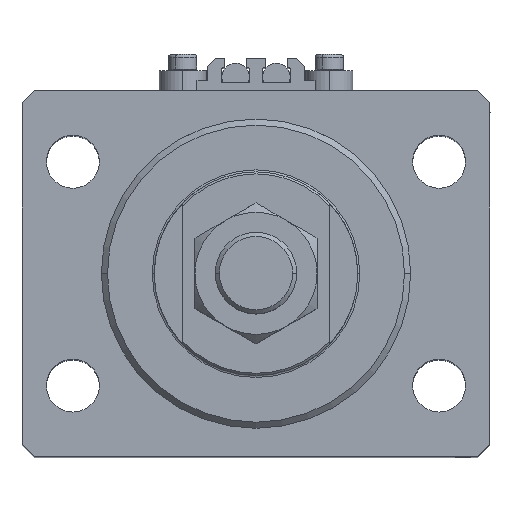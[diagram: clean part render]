
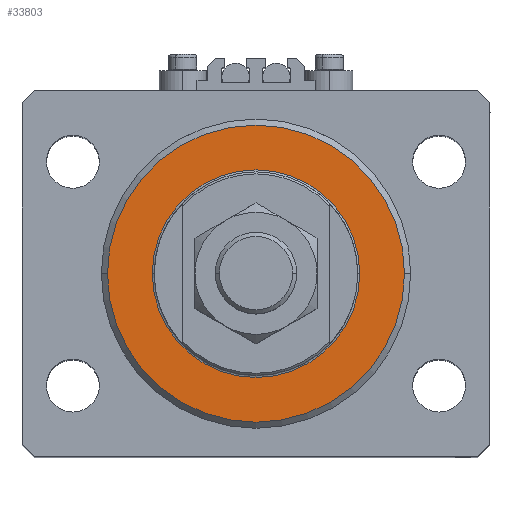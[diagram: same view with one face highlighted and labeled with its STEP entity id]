
A CAD part, top view. The second image highlights one B-rep face of the part: STEP entity #33803.
In plain terms, the highlighted face is planar.
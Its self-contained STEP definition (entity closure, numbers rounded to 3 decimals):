
#643 = EDGE_CURVE ( 'NONE', #43948, #6233, #19108, .T. ) ;
#1169 = CIRCLE ( 'NONE', #1986, 25.5 ) ;
#1822 = ORIENTED_EDGE ( 'NONE', *, *, #643, .T. ) ;
#1986 = AXIS2_PLACEMENT_3D ( 'NONE', #41522, #6778, #45302 ) ;
#3742 = DIRECTION ( 'NONE',  ( 1., 0., 0. ) ) ;
#3958 = EDGE_LOOP ( 'NONE', ( #25119, #1822 ) ) ;
#4292 = DIRECTION ( 'NONE',  ( 0., 0., -1. ) ) ;
#6189 = AXIS2_PLACEMENT_3D ( 'NONE', #39840, #25219, #28985 ) ;
#6233 = VERTEX_POINT ( 'NONE', #10717 ) ;
#6778 = DIRECTION ( 'NONE',  ( 0., 0., 1. ) ) ;
#7967 = CARTESIAN_POINT ( 'NONE',  ( 0., 0., 0. ) ) ;
#8465 = DIRECTION ( 'NONE',  ( 0., 0., -1. ) ) ;
#10119 = CIRCLE ( 'NONE', #39052, 36.5 ) ;
#10644 = ORIENTED_EDGE ( 'NONE', *, *, #26926, .T. ) ;
#10717 = CARTESIAN_POINT ( 'NONE',  ( 36.5, 0., 0. ) ) ;
#11257 = VERTEX_POINT ( 'NONE', #47751 ) ;
#11324 = CARTESIAN_POINT ( 'NONE',  ( 0., 0., 0. ) ) ;
#11566 = AXIS2_PLACEMENT_3D ( 'NONE', #11324, #42031, #3742 ) ;
#11782 = VERTEX_POINT ( 'NONE', #23456 ) ;
#19108 = CIRCLE ( 'NONE', #45628, 36.5 ) ;
#19431 = EDGE_LOOP ( 'NONE', ( #40163, #10644 ) ) ;
#21381 = EDGE_CURVE ( 'NONE', #11257, #11782, #1169, .T. ) ;
#22858 = DIRECTION ( 'NONE',  ( 1., 0., 0. ) ) ;
#23456 = CARTESIAN_POINT ( 'NONE',  ( -25.5, 0., 0. ) ) ;
#23647 = EDGE_CURVE ( 'NONE', #6233, #43948, #10119, .T. ) ;
#25073 = CARTESIAN_POINT ( 'NONE',  ( -36.5, 0., 0. ) ) ;
#25119 = ORIENTED_EDGE ( 'NONE', *, *, #23647, .T. ) ;
#25219 = DIRECTION ( 'NONE',  ( 0., 0., 1. ) ) ;
#26926 = EDGE_CURVE ( 'NONE', #11782, #11257, #33502, .T. ) ;
#28985 = DIRECTION ( 'NONE',  ( 1., 0., 0. ) ) ;
#33502 = CIRCLE ( 'NONE', #6189, 25.5 ) ;
#33803 = ADVANCED_FACE ( 'NONE', ( #38002, #45808 ), #34463, .F. ) ;
#34463 = PLANE ( 'NONE',  #11566 ) ;
#38002 = FACE_BOUND ( 'NONE', #19431, .T. ) ;
#38799 = CARTESIAN_POINT ( 'NONE',  ( 0., 0., 0. ) ) ;
#39052 = AXIS2_PLACEMENT_3D ( 'NONE', #7967, #8465, #22858 ) ;
#39840 = CARTESIAN_POINT ( 'NONE',  ( 0., 0., 0. ) ) ;
#40163 = ORIENTED_EDGE ( 'NONE', *, *, #21381, .T. ) ;
#41522 = CARTESIAN_POINT ( 'NONE',  ( 0., 0., 0. ) ) ;
#42031 = DIRECTION ( 'NONE',  ( 0., 0., 1. ) ) ;
#42827 = DIRECTION ( 'NONE',  ( 1., 0., 0. ) ) ;
#43948 = VERTEX_POINT ( 'NONE', #25073 ) ;
#45302 = DIRECTION ( 'NONE',  ( 1., 0., 0. ) ) ;
#45628 = AXIS2_PLACEMENT_3D ( 'NONE', #38799, #4292, #42827 ) ;
#45808 = FACE_OUTER_BOUND ( 'NONE', #3958, .T. ) ;
#47751 = CARTESIAN_POINT ( 'NONE',  ( 25.5, 0., 0. ) ) ;
